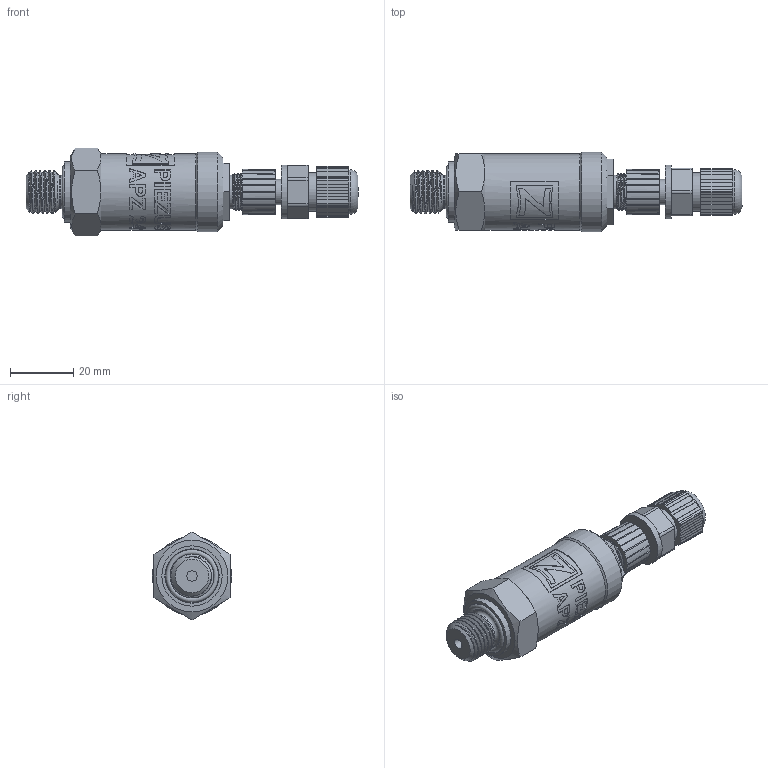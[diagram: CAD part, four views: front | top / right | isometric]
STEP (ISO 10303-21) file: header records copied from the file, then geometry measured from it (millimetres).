
FILE_DESCRIPTION(/* description */ (''),/* implementation_level */ '2;1');
FILE_NAME(/* name */ 'APZ2412_M14x1,5DIN_M12x1.step',/* time_stamp */ '2021-06-11T16:55:05+03:00',/* author */ (''),/* organization */ (''),/* preprocessor_version */ 'ST-DEVELOPER v18.1',/* originating_system */ 'Autodesk Translation Framework v10.9.0.1377',/* authorisation */ '');
FILE_SCHEMA (('AUTOMOTIVE_DESIGN { 1 0 10303 214 3 1 1 }'));
Products named in the file (6): APZ2412_M14x1,5DIN_M12x1; M14x1,5 DIN; Адаптер М12х1; M12x1 assembly v4; M12x1 female straight v9; M12x1 male v16
Assembly tree (5 placements, depth 3):
  APZ2412_M14x1,5DIN_M12x1
    M14x1,5 DIN
    Адаптер М12х1
    M12x1 assembly v4
      M12x1 female straight v9
      M12x1 male v16
Bounding box: 104.67 x 25 x 27.71 mm (x, y, z)
Volume: 31684.5 mm3; surface area: 14469.6 mm2
Topology: 16 solids, 16 shells, 760 faces, 2094 edges, 1402 vertices
Faces by surface type: bspline 319, plane 257, cylinder 133, cone 40, torus 11
Full cylindrical faces by diameter (mm): 1 x12, 1.5 x4, 3.3 x1, 7.3 x1, 8 x3, 8.2 x1, 10.293 x1, 10.5 x1, 10.6 x2, 10.741 x6, 11.884 x5, 12 x1, 12.137 x5, 13.5 x1, 13.85 x4, 14 x2, 14.137 x4, 14.526 x7, 15.85 x3, 16.203 x8, 16.7 x1, 17 x1, 19 x1, 22.15 x2, 22.65 x2, 24 x1, 25 x1
Entity records: 49718 total; most frequent: CARTESIAN_POINT 32023, ORIENTED_EDGE 4188, DIRECTION 2707, EDGE_CURVE 2094, VERTEX_POINT 1402, LINE 1053, VECTOR 1053, AXIS2_PLACEMENT_3D 827
